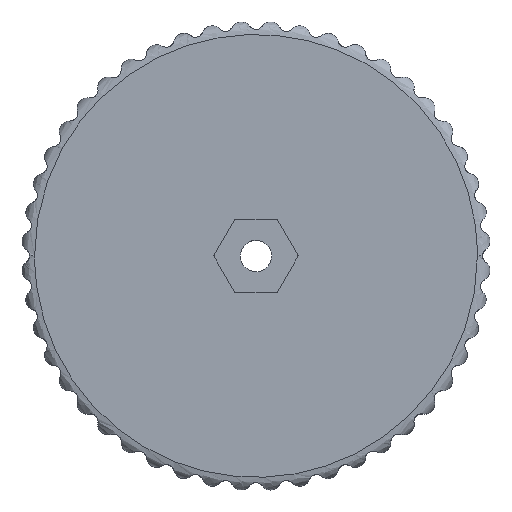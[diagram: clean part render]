
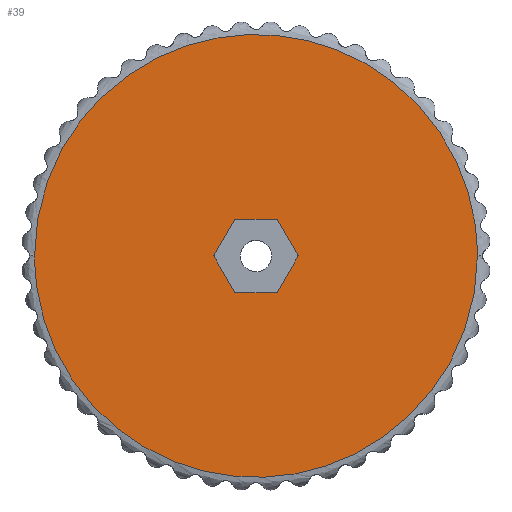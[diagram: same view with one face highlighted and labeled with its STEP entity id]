
A CAD part, top view. The second image highlights one B-rep face of the part: STEP entity #39.
In plain terms, the highlighted planar face has unit normal (0, 0, 1).
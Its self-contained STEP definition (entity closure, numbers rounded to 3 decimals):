
#17=FACE_BOUND('',#399,.T.);
#39=ADVANCED_FACE('',(#217,#17),#3004,.T.);
#217=FACE_OUTER_BOUND('',#398,.T.);
#398=EDGE_LOOP('',(#698,#699));
#399=EDGE_LOOP('',(#700,#701,#702,#703,#704,#705));
#698=ORIENTED_EDGE('',*,*,#2086,.F.);
#699=ORIENTED_EDGE('',*,*,#1625,.F.);
#700=ORIENTED_EDGE('',*,*,#2011,.T.);
#701=ORIENTED_EDGE('',*,*,#2027,.T.);
#702=ORIENTED_EDGE('',*,*,#2017,.T.);
#703=ORIENTED_EDGE('',*,*,#2020,.T.);
#704=ORIENTED_EDGE('',*,*,#2028,.T.);
#705=ORIENTED_EDGE('',*,*,#2025,.T.);
#1625=EDGE_CURVE('',#2630,#2937,#2435,.T.);
#2011=EDGE_CURVE('',#2925,#2926,#2349,.T.);
#2017=EDGE_CURVE('',#2927,#2928,#2355,.T.);
#2020=EDGE_CURVE('',#2928,#2929,#2358,.T.);
#2025=EDGE_CURVE('',#2930,#2925,#2363,.T.);
#2027=EDGE_CURVE('',#2926,#2927,#2365,.T.);
#2028=EDGE_CURVE('',#2929,#2930,#2366,.T.);
#2086=EDGE_CURVE('',#2937,#2630,#2597,.T.);
#2349=B_SPLINE_CURVE_WITH_KNOTS('',1,(#12071,#12072),.UNSPECIFIED.,.F.,
 .F.,(2,2),(0.,3.25),.UNSPECIFIED.);
#2355=B_SPLINE_CURVE_WITH_KNOTS('',1,(#12083,#12084),.UNSPECIFIED.,.F.,
 .F.,(2,2),(6.5,9.75),.UNSPECIFIED.);
#2358=B_SPLINE_CURVE_WITH_KNOTS('',1,(#12089,#12090),.UNSPECIFIED.,.F.,
 .F.,(2,2),(9.75,13.),.UNSPECIFIED.);
#2363=B_SPLINE_CURVE_WITH_KNOTS('',1,(#12099,#12100),.UNSPECIFIED.,.F.,
 .F.,(2,2),(16.25,19.5),.UNSPECIFIED.);
#2365=B_SPLINE_CURVE_WITH_KNOTS('',1,(#12103,#12104),.UNSPECIFIED.,.F.,
 .F.,(2,2),(3.25,6.5),.UNSPECIFIED.);
#2366=B_SPLINE_CURVE_WITH_KNOTS('',1,(#12105,#12106),.UNSPECIFIED.,.F.,
 .F.,(2,2),(13.,16.25),.UNSPECIFIED.);
#2435=(
BOUNDED_CURVE()
B_SPLINE_CURVE(2,(#8627,#8628,#8629,#8630,#8631),.UNSPECIFIED.,.F.,.F.)
B_SPLINE_CURVE_WITH_KNOTS((3,2,3),(0.,26.703,53.407),
 .UNSPECIFIED.)
CURVE()
GEOMETRIC_REPRESENTATION_ITEM()
RATIONAL_B_SPLINE_CURVE((1.,0.707,1.,0.707,1.))
REPRESENTATION_ITEM('')
);
#2597=(
BOUNDED_CURVE()
B_SPLINE_CURVE(2,(#13237,#13238,#13239,#13240,#13241),.UNSPECIFIED.,.F.,
 .F.)
B_SPLINE_CURVE_WITH_KNOTS((3,2,3),(53.407,80.11,106.813),
 .UNSPECIFIED.)
CURVE()
GEOMETRIC_REPRESENTATION_ITEM()
RATIONAL_B_SPLINE_CURVE((1.,0.707,1.,0.707,1.))
REPRESENTATION_ITEM('')
);
#2630=VERTEX_POINT('',#7610);
#2925=VERTEX_POINT('',#7905);
#2926=VERTEX_POINT('',#7906);
#2927=VERTEX_POINT('',#7907);
#2928=VERTEX_POINT('',#7908);
#2929=VERTEX_POINT('',#7909);
#2930=VERTEX_POINT('',#7910);
#2937=VERTEX_POINT('',#7917);
#3004=PLANE('',#3319);
#3319=AXIS2_PLACEMENT_3D('',#6671,#3442,$);
#3442=DIRECTION('',(0.,0.,1.));
#6671=CARTESIAN_POINT('',(131.43,18.402,55.));
#7610=CARTESIAN_POINT('',(166.79,0.042,55.));
#7905=CARTESIAN_POINT('',(146.54,0.042,55.));
#7906=CARTESIAN_POINT('',(148.165,2.857,55.));
#7907=CARTESIAN_POINT('',(151.415,2.857,55.));
#7908=CARTESIAN_POINT('',(153.04,0.042,55.));
#7909=CARTESIAN_POINT('',(151.415,-2.773,55.));
#7910=CARTESIAN_POINT('',(148.165,-2.773,55.));
#7917=CARTESIAN_POINT('',(132.79,0.042,55.));
#8627=CARTESIAN_POINT('',(166.79,0.042,55.));
#8628=CARTESIAN_POINT('',(166.79,-16.958,55.));
#8629=CARTESIAN_POINT('',(149.79,-16.958,55.));
#8630=CARTESIAN_POINT('',(132.79,-16.958,55.));
#8631=CARTESIAN_POINT('',(132.79,0.042,55.));
#12071=CARTESIAN_POINT('',(146.54,0.042,55.));
#12072=CARTESIAN_POINT('',(148.165,2.857,55.));
#12083=CARTESIAN_POINT('',(151.415,2.857,55.));
#12084=CARTESIAN_POINT('',(153.04,0.042,55.));
#12089=CARTESIAN_POINT('',(153.04,0.042,55.));
#12090=CARTESIAN_POINT('',(151.415,-2.773,55.));
#12099=CARTESIAN_POINT('',(148.165,-2.773,55.));
#12100=CARTESIAN_POINT('',(146.54,0.042,55.));
#12103=CARTESIAN_POINT('',(148.165,2.857,55.));
#12104=CARTESIAN_POINT('',(151.415,2.857,55.));
#12105=CARTESIAN_POINT('',(151.415,-2.773,55.));
#12106=CARTESIAN_POINT('',(148.165,-2.773,55.));
#13237=CARTESIAN_POINT('',(132.79,0.042,55.));
#13238=CARTESIAN_POINT('',(132.79,17.042,55.));
#13239=CARTESIAN_POINT('',(149.79,17.042,55.));
#13240=CARTESIAN_POINT('',(166.79,17.042,55.));
#13241=CARTESIAN_POINT('',(166.79,0.042,55.));
